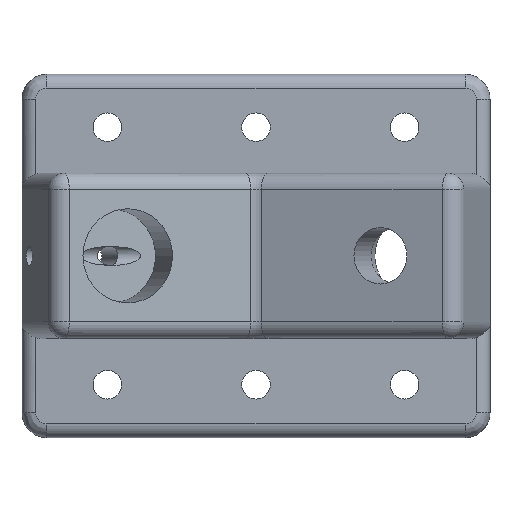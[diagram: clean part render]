
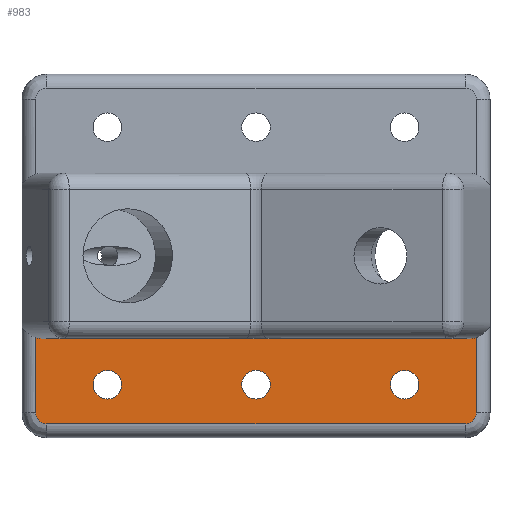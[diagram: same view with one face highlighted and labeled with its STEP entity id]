
A CAD part, top view. The second image highlights one B-rep face of the part: STEP entity #983.
In plain terms, the highlighted planar face has unit normal (0, 0, 1).
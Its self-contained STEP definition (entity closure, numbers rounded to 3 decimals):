
#43=FACE_BOUND('',#218,.T.);
#44=FACE_BOUND('',#219,.T.);
#45=FACE_BOUND('',#220,.T.);
#60=PLANE('',#1124);
#77=ELLIPSE('',#1031,3.145,3.);
#80=ELLIPSE('',#1056,3.118,3.);
#143=FACE_OUTER_BOUND('',#217,.T.);
#217=EDGE_LOOP('',(#882,#883,#884,#885,#886,#887,#888,#889));
#218=EDGE_LOOP('',(#890));
#219=EDGE_LOOP('',(#891));
#220=EDGE_LOOP('',(#892));
#251=LINE('',#1671,#312);
#271=LINE('',#1754,#332);
#272=LINE('',#1773,#333);
#274=LINE('',#1789,#335);
#312=VECTOR('',#1307,10.);
#332=VECTOR('',#1379,10.);
#333=VECTOR('',#1390,10.);
#335=VECTOR('',#1400,10.);
#343=CIRCLE('',#1000,2.6);
#347=CIRCLE('',#1006,2.6);
#353=CIRCLE('',#1015,2.6);
#389=CIRCLE('',#1099,2.);
#393=CIRCLE('',#1104,2.);
#400=VERTEX_POINT('',#1451);
#404=VERTEX_POINT('',#1463);
#410=VERTEX_POINT('',#1481);
#419=VERTEX_POINT('',#1509);
#420=VERTEX_POINT('',#1510);
#439=VERTEX_POINT('',#1579);
#440=VERTEX_POINT('',#1581);
#470=VERTEX_POINT('',#1752);
#472=VERTEX_POINT('',#1765);
#474=VERTEX_POINT('',#1771);
#475=VERTEX_POINT('',#1784);
#482=EDGE_CURVE('',#400,#400,#343,.T.);
#488=EDGE_CURVE('',#404,#404,#347,.T.);
#497=EDGE_CURVE('',#410,#410,#353,.T.);
#511=EDGE_CURVE('',#419,#420,#77,.F.);
#539=EDGE_CURVE('',#440,#439,#80,.T.);
#562=EDGE_CURVE('',#439,#420,#251,.T.);
#595=EDGE_CURVE('',#470,#419,#271,.T.);
#597=EDGE_CURVE('',#472,#470,#389,.T.);
#600=EDGE_CURVE('',#474,#472,#272,.T.);
#603=EDGE_CURVE('',#475,#474,#393,.T.);
#605=EDGE_CURVE('',#475,#440,#274,.T.);
#882=ORIENTED_EDGE('',*,*,#605,.T.);
#883=ORIENTED_EDGE('',*,*,#539,.T.);
#884=ORIENTED_EDGE('',*,*,#562,.T.);
#885=ORIENTED_EDGE('',*,*,#511,.F.);
#886=ORIENTED_EDGE('',*,*,#595,.F.);
#887=ORIENTED_EDGE('',*,*,#597,.F.);
#888=ORIENTED_EDGE('',*,*,#600,.F.);
#889=ORIENTED_EDGE('',*,*,#603,.F.);
#890=ORIENTED_EDGE('',*,*,#482,.T.);
#891=ORIENTED_EDGE('',*,*,#488,.T.);
#892=ORIENTED_EDGE('',*,*,#497,.T.);
#983=ADVANCED_FACE('',(#143,#43,#44,#45),#60,.T.);
#1000=AXIS2_PLACEMENT_3D('',#1452,#1133,#1134);
#1006=AXIS2_PLACEMENT_3D('',#1464,#1147,#1148);
#1015=AXIS2_PLACEMENT_3D('',#1482,#1168,#1169);
#1031=AXIS2_PLACEMENT_3D('',#1511,#1203,#1204);
#1056=AXIS2_PLACEMENT_3D('',#1582,#1263,#1264);
#1099=AXIS2_PLACEMENT_3D('',#1767,#1382,#1383);
#1104=AXIS2_PLACEMENT_3D('',#1786,#1394,#1395);
#1124=AXIS2_PLACEMENT_3D('',#1820,#1442,#1443);
#1133=DIRECTION('center_axis',(0.,0.,-1.));
#1134=DIRECTION('ref_axis',(-1.,0.,0.));
#1147=DIRECTION('center_axis',(0.,0.,-1.));
#1148=DIRECTION('ref_axis',(-1.,0.,0.));
#1168=DIRECTION('center_axis',(0.,0.,-1.));
#1169=DIRECTION('ref_axis',(-1.,0.,0.));
#1203=DIRECTION('center_axis',(0.,0.,-1.));
#1204=DIRECTION('ref_axis',(-1.,0.,0.));
#1263=DIRECTION('center_axis',(0.,0.,-1.));
#1264=DIRECTION('ref_axis',(1.,0.,0.));
#1307=DIRECTION('',(-1.,0.,0.));
#1379=DIRECTION('',(0.,1.,0.));
#1382=DIRECTION('center_axis',(0.,0.,-1.));
#1383=DIRECTION('ref_axis',(-0.707,-0.707,0.));
#1390=DIRECTION('',(-1.,0.,0.));
#1394=DIRECTION('center_axis',(0.,0.,-1.));
#1395=DIRECTION('ref_axis',(0.707,-0.707,0.));
#1400=DIRECTION('',(0.,1.,0.));
#1442=DIRECTION('center_axis',(0.,0.,1.));
#1443=DIRECTION('ref_axis',(1.,0.,0.));
#1451=CARTESIAN_POINT('',(-24.4,-23.383,5.));
#1452=CARTESIAN_POINT('Origin',(-27.,-23.383,5.));
#1463=CARTESIAN_POINT('',(2.6,-23.383,5.));
#1464=CARTESIAN_POINT('Origin',(0.,-23.383,5.));
#1481=CARTESIAN_POINT('',(29.6,-23.383,5.));
#1482=CARTESIAN_POINT('Origin',(27.,-23.383,5.));
#1509=CARTESIAN_POINT('',(-40.,-14.838,5.));
#1510=CARTESIAN_POINT('',(-38.981,-15.,5.));
#1511=CARTESIAN_POINT('Origin',(-38.981,-12.,5.));
#1579=CARTESIAN_POINT('',(38.95,-15.,5.));
#1581=CARTESIAN_POINT('',(40.,-14.825,5.));
#1582=CARTESIAN_POINT('Origin',(38.95,-12.,5.));
#1671=CARTESIAN_POINT('',(-21.25,-15.,5.));
#1752=CARTESIAN_POINT('',(-40.,-28.5,5.));
#1754=CARTESIAN_POINT('',(-40.,16.5,5.));
#1765=CARTESIAN_POINT('',(-38.,-30.5,5.));
#1767=CARTESIAN_POINT('Origin',(-38.,-28.5,5.));
#1771=CARTESIAN_POINT('',(38.,-30.5,5.));
#1773=CARTESIAN_POINT('',(-21.25,-30.5,5.));
#1784=CARTESIAN_POINT('',(40.,-28.5,5.));
#1786=CARTESIAN_POINT('Origin',(38.,-28.5,5.));
#1789=CARTESIAN_POINT('',(40.,-16.5,5.));
#1820=CARTESIAN_POINT('Origin',(0.,0.,5.));
